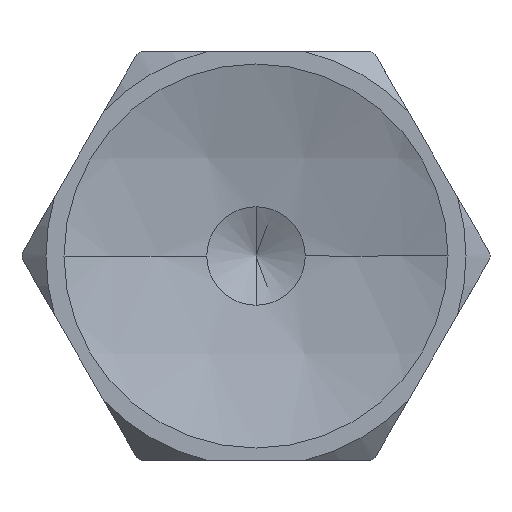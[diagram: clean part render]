
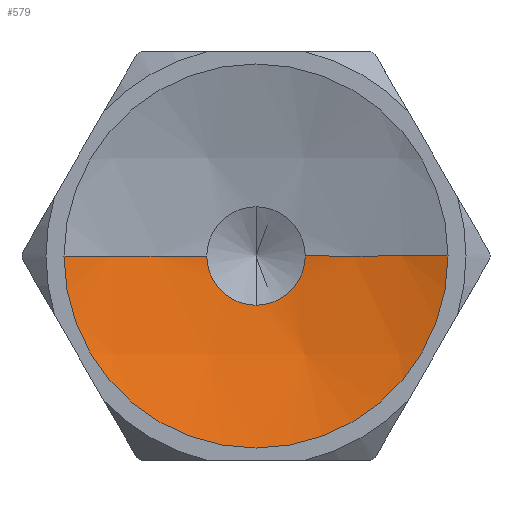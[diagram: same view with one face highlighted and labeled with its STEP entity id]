
A CAD part, front view. The second image highlights one B-rep face of the part: STEP entity #579.
In plain terms, the highlighted spherical face has radius 21 mm.
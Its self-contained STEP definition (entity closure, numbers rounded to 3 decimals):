
#45 = DIRECTION ( 'NONE',  ( 0., 1., 0. ) ) ;
#50 = VERTEX_POINT ( 'NONE', #809 ) ;
#51 = VERTEX_POINT ( 'NONE', #400 ) ;
#143 = CARTESIAN_POINT ( 'NONE',  ( 0., -4.917, 0. ) ) ;
#168 = CIRCLE ( 'NONE', #646, 8. ) ;
#182 = CARTESIAN_POINT ( 'NONE',  ( 0., -25.816, 0. ) ) ;
#206 = ORIENTED_EDGE ( 'NONE', *, *, #666, .F. ) ;
#217 = DIRECTION ( 'NONE',  ( 0., 1., 0. ) ) ;
#278 = CARTESIAN_POINT ( 'NONE',  ( 8., -6.4, 0. ) ) ;
#290 = EDGE_CURVE ( 'NONE', #402, #51, #302, .T. ) ;
#299 = DIRECTION ( 'NONE',  ( 0., 1., 0. ) ) ;
#302 = CIRCLE ( 'NONE', #896, 21. ) ;
#328 = VERTEX_POINT ( 'NONE', #1228 ) ;
#335 = VERTEX_POINT ( 'NONE', #278 ) ;
#344 = CARTESIAN_POINT ( 'NONE',  ( -8., -6.4, 0. ) ) ;
#400 = CARTESIAN_POINT ( 'NONE',  ( -2.05, -4.917, 0. ) ) ;
#402 = VERTEX_POINT ( 'NONE', #344 ) ;
#408 = CARTESIAN_POINT ( 'NONE',  ( 0., -6.4, 0. ) ) ;
#467 = FACE_OUTER_BOUND ( 'NONE', #1007, .T. ) ;
#509 = AXIS2_PLACEMENT_3D ( 'NONE', #143, #45, #858 ) ;
#572 = ORIENTED_EDGE ( 'NONE', *, *, #636, .T. ) ;
#575 = AXIS2_PLACEMENT_3D ( 'NONE', #879, #1091, #788 ) ;
#579 = ADVANCED_FACE ( 'NONE', ( #467 ), #1313, .F. ) ;
#594 = CARTESIAN_POINT ( 'NONE',  ( 0., -25.816, 0. ) ) ;
#636 = EDGE_CURVE ( 'NONE', #328, #50, #1027, .T. ) ;
#646 = AXIS2_PLACEMENT_3D ( 'NONE', #408, #299, #1339 ) ;
#666 = EDGE_CURVE ( 'NONE', #335, #402, #168, .T. ) ;
#700 = DIRECTION ( 'NONE',  ( 1., 0., 0. ) ) ;
#724 = ORIENTED_EDGE ( 'NONE', *, *, #1048, .T. ) ;
#726 = AXIS2_PLACEMENT_3D ( 'NONE', #841, #217, #947 ) ;
#788 = DIRECTION ( 'NONE',  ( -1., 0., 0. ) ) ;
#809 = CARTESIAN_POINT ( 'NONE',  ( 0., -4.917, -2.05 ) ) ;
#815 = ORIENTED_EDGE ( 'NONE', *, *, #1288, .T. ) ;
#823 = DIRECTION ( 'NONE',  ( -1., 0., 0. ) ) ;
#841 = CARTESIAN_POINT ( 'NONE',  ( 0., -4.917, 0. ) ) ;
#858 = DIRECTION ( 'NONE',  ( 0., 0., 1. ) ) ;
#879 = CARTESIAN_POINT ( 'NONE',  ( 0., -25.816, 0. ) ) ;
#896 = AXIS2_PLACEMENT_3D ( 'NONE', #182, #1239, #823 ) ;
#947 = DIRECTION ( 'NONE',  ( 0., 0., 1. ) ) ;
#1007 = EDGE_LOOP ( 'NONE', ( #206, #724, #572, #815, #1290 ) ) ;
#1027 = CIRCLE ( 'NONE', #509, 2.05 ) ;
#1048 = EDGE_CURVE ( 'NONE', #335, #328, #1294, .T. ) ;
#1091 = DIRECTION ( 'NONE',  ( 0., 0., 1. ) ) ;
#1228 = CARTESIAN_POINT ( 'NONE',  ( 2.05, -4.917, 0. ) ) ;
#1239 = DIRECTION ( 'NONE',  ( 0., 0., -1. ) ) ;
#1250 = CIRCLE ( 'NONE', #726, 2.05 ) ;
#1288 = EDGE_CURVE ( 'NONE', #50, #51, #1250, .T. ) ;
#1290 = ORIENTED_EDGE ( 'NONE', *, *, #290, .F. ) ;
#1294 = CIRCLE ( 'NONE', #1302, 21. ) ;
#1302 = AXIS2_PLACEMENT_3D ( 'NONE', #594, #1336, #700 ) ;
#1313 = SPHERICAL_SURFACE ( 'NONE', #575, 21. ) ;
#1336 = DIRECTION ( 'NONE',  ( 0., 0., 1. ) ) ;
#1339 = DIRECTION ( 'NONE',  ( 0., 0., 1. ) ) ;
